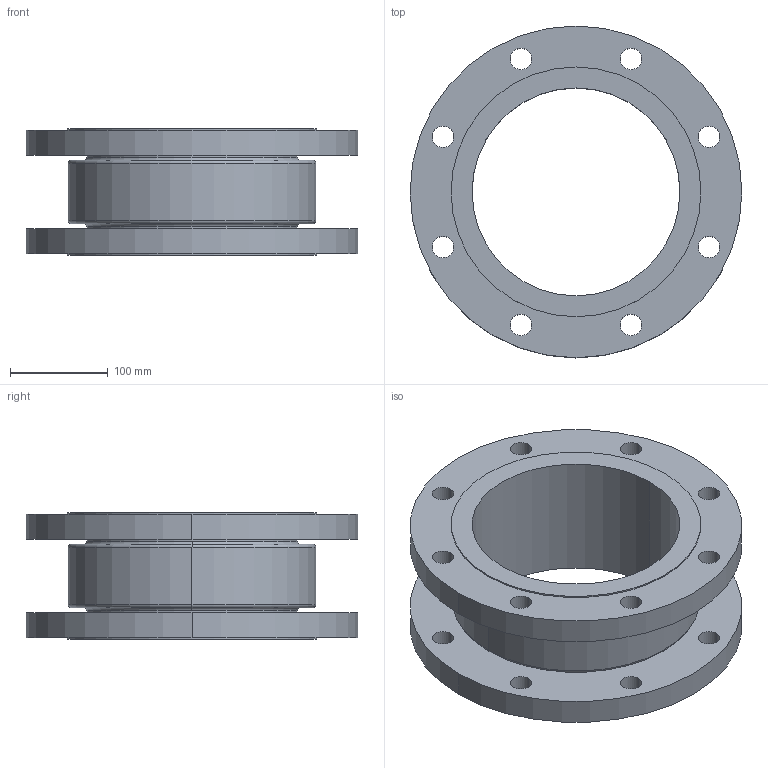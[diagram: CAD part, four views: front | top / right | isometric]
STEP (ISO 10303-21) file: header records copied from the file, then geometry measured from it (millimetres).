
FILE_DESCRIPTION (( 'STEP AP214' ), '1' );
FILE_NAME ('ALPHA-C_DN200_PN10_K-0009822.STEP', '2021-10-21T08:21:35', ( 'axxx' ), ( 'Hewlett-Packard Company' ), 'SwSTEP 2.0', 'SolidWorks 2019', '' );
FILE_SCHEMA (( 'AUTOMOTIVE_DESIGN' ));
Length unit declared in the file: millimetre
Products named in the file (1): ALPHA-C_DN200_PN10_K-0009822
Bounding box: 340 x 340 x 130 mm (x, y, z)
Volume: 3744525 mm3; surface area: 464211.3 mm2
Topology: 1 solids, 1 shells, 575 faces, 1543 edges, 1026 vertices
Faces by surface type: plane 268, bspline 216, cylinder 83, torus 8
Entity records: 29947 total; most frequent: CARTESIAN_POINT 16971, ORIENTED_EDGE 3086, DIRECTION 1943, EDGE_CURVE 1543, VERTEX_POINT 1026, LINE 823, VECTOR 823, EDGE_LOOP 665
